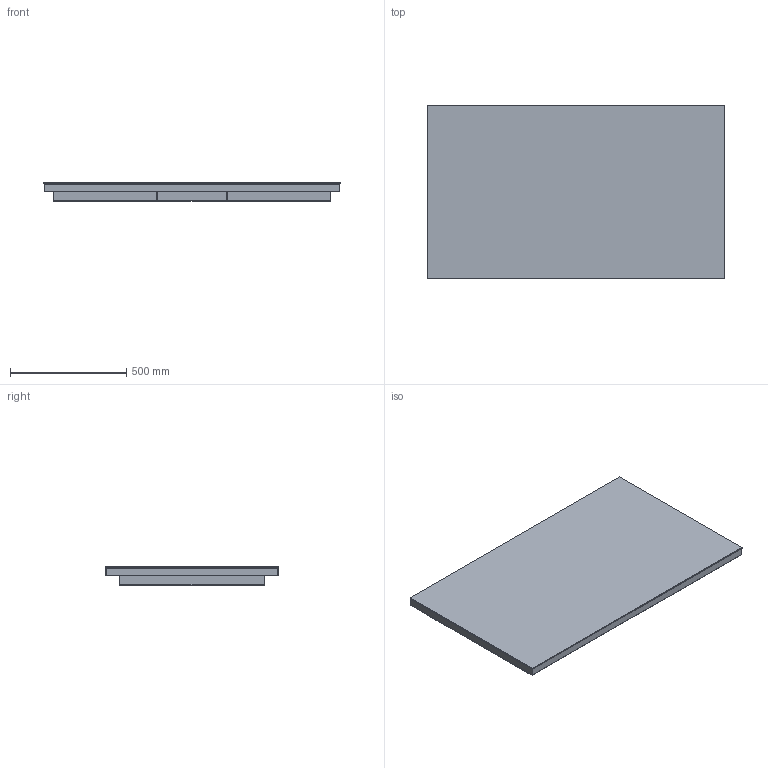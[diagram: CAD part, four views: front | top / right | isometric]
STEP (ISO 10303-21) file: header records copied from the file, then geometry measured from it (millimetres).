
FILE_DESCRIPTION(/* description */ (''),/* implementation_level */ '2;1');
FILE_NAME(/* name */ 'st55-008_Scape Tangible 55_technical_drawing',/* time_stamp */ '2022-05-16T17:25:01+02:00',/* author */ (''),/* organization */ (''),/* preprocessor_version */ 'ST-DEVELOPER v16.5',/* originating_system */ 'Rhino 7.18',/* authorisation */ '');
FILE_SCHEMA (('AUTOMOTIVE_DESIGN'));
Length unit declared in the file: millimetre
Products named in the file (1): Document
Bounding box: 1274 x 744 x 79.15 mm (x, y, z)
Volume: 59057253.8 mm3; surface area: 5306632.5 mm2
Topology: 3 solids, 3 shells, 213 faces, 425 edges, 273 vertices
Faces by surface type: plane 105, cylinder 98, bspline 10
Full cylindrical faces by diameter (mm): 3.3 x20, 4.7 x4, 6 x12, 8 x12
Entity records: 5863 total; most frequent: CARTESIAN_POINT 2677, ORIENTED_EDGE 848, EDGE_CURVE 424, VERTEX_POINT 272, EDGE_LOOP 268, B_SPLINE_CURVE_WITH_KNOTS 217, ADVANCED_FACE 213, FACE_OUTER_BOUND 213
